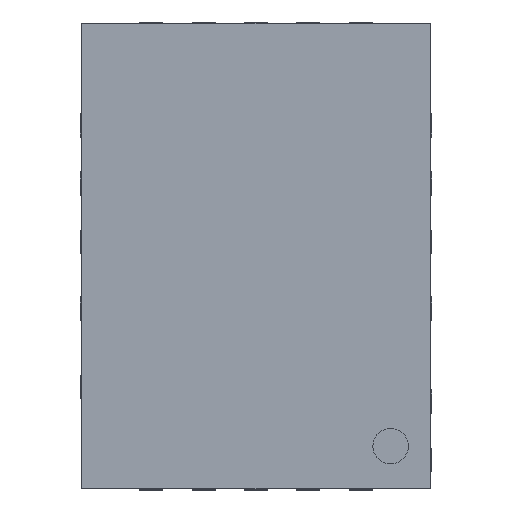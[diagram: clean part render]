
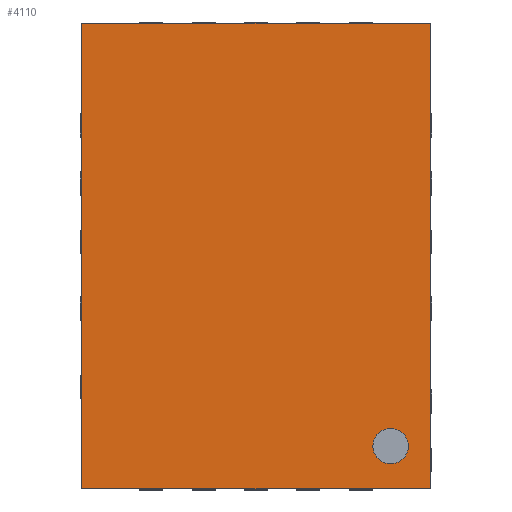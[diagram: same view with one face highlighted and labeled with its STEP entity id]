
A CAD part, top view. The second image highlights one B-rep face of the part: STEP entity #4110.
In plain terms, the highlighted planar face has unit normal (0, 0, 1).
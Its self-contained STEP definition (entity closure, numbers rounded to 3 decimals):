
#23=CIRCLE('',#4270,0.152);
#233=ORIENTED_EDGE('',*,*,#1102,.T.);
#234=ORIENTED_EDGE('',*,*,#945,.T.);
#235=ORIENTED_EDGE('',*,*,#973,.T.);
#236=ORIENTED_EDGE('',*,*,#1018,.T.);
#237=ORIENTED_EDGE('',*,*,#995,.T.);
#945=EDGE_CURVE('',#1395,#1394,#1694,.T.);
#973=EDGE_CURVE('',#1394,#1422,#1722,.T.);
#995=EDGE_CURVE('',#1443,#1395,#1744,.T.);
#1018=EDGE_CURVE('',#1422,#1443,#1767,.T.);
#1102=EDGE_CURVE('',#1526,#1526,#23,.T.);
#1394=VERTEX_POINT('',#5217);
#1395=VERTEX_POINT('',#5219);
#1422=VERTEX_POINT('',#5274);
#1443=VERTEX_POINT('',#5319);
#1526=VERTEX_POINT('',#5520);
#1694=LINE('',#5218,#2139);
#1722=LINE('',#5275,#2167);
#1744=LINE('',#5318,#2189);
#1767=LINE('',#5364,#2212);
#2139=VECTOR('',#4437,1000.);
#2167=VECTOR('',#4467,1000.);
#2189=VECTOR('',#4491,1000.);
#2212=VECTOR('',#4516,1000.);
#2576=EDGE_LOOP('',(#233));
#2577=EDGE_LOOP('',(#234,#235,#236,#237));
#2731=FACE_BOUND('',#2576,.T.);
#2732=FACE_BOUND('',#2577,.T.);
#2886=PLANE('',#4269);
#4110=ADVANCED_FACE('',(#2731,#2732),#2886,.T.);
#4269=AXIS2_PLACEMENT_3D('',#5518,#4619,#4620);
#4270=AXIS2_PLACEMENT_3D('',#5519,#4621,#4622);
#4437=DIRECTION('',(1.,0.,0.));
#4467=DIRECTION('',(0.,1.,0.));
#4491=DIRECTION('',(0.,-1.,0.));
#4516=DIRECTION('',(-1.,0.,0.));
#4619=DIRECTION('',(0.,0.,1.));
#4620=DIRECTION('',(1.,0.,0.));
#4621=DIRECTION('',(0.,0.,-1.));
#4622=DIRECTION('',(1.,0.,0.));
#5217=CARTESIAN_POINT('',(1.5,-2.,0.9));
#5218=CARTESIAN_POINT('',(-1.5,-2.,0.9));
#5219=CARTESIAN_POINT('',(-1.5,-2.,0.9));
#5274=CARTESIAN_POINT('',(1.5,2.,0.9));
#5275=CARTESIAN_POINT('',(1.5,-2.,0.9));
#5318=CARTESIAN_POINT('',(-1.5,2.,0.9));
#5319=CARTESIAN_POINT('',(-1.5,2.,0.9));
#5364=CARTESIAN_POINT('',(1.5,2.,0.9));
#5518=CARTESIAN_POINT('',(0.,0.,0.9));
#5519=CARTESIAN_POINT('',(1.157,-1.634,0.9));
#5520=CARTESIAN_POINT('',(1.31,-1.634,0.9));
